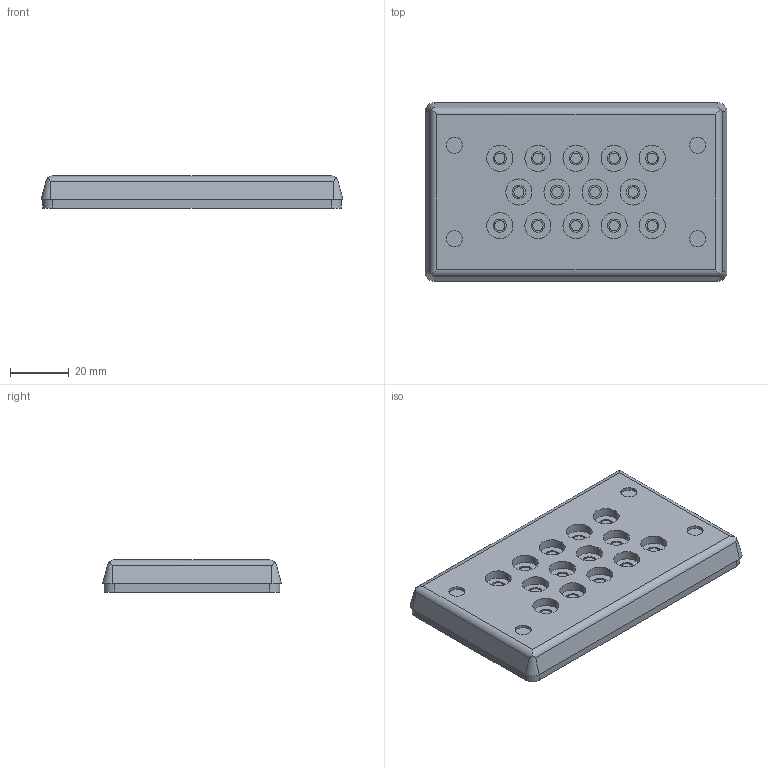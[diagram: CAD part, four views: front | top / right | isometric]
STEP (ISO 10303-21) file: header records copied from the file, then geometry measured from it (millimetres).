
FILE_DESCRIPTION (( 'STEP AP203' ), '1' );
FILE_NAME ('567401.step', '2024-10-14T13:38:49', ( '' ), ( '' ), 'SwSTEP 2.0', 'SolidWorks 2023', '' );
FILE_SCHEMA (( 'CONFIG_CONTROL_DESIGN' ));
Length unit declared in the file: inch
Products named in the file (1): 567401
Bounding box: 103 x 61 x 11 mm (x, y, z)
Volume: 37787.8 mm3; surface area: 20296.6 mm2
Topology: 1 solids, 1 shells, 226 faces, 498 edges, 332 vertices
Faces by surface type: cylinder 138, plane 84, cone 4
Entity records: 6553 total; most frequent: DIRECTION 1212, CARTESIAN_POINT 1205, ORIENTED_EDGE 996, AXIS2_PLACEMENT_3D 499, EDGE_CURVE 498, VERTEX_POINT 332, EDGE_LOOP 284, CIRCLE 272
